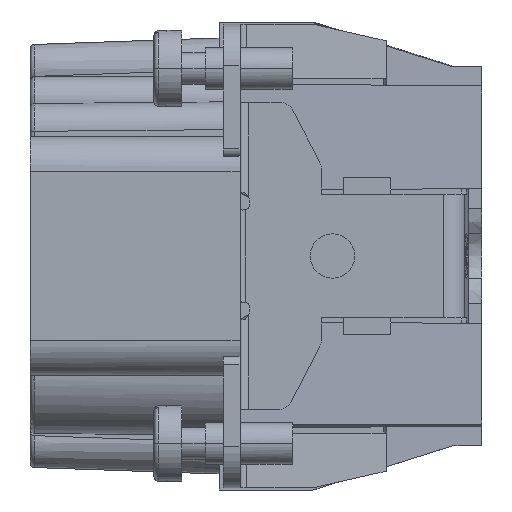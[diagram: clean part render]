
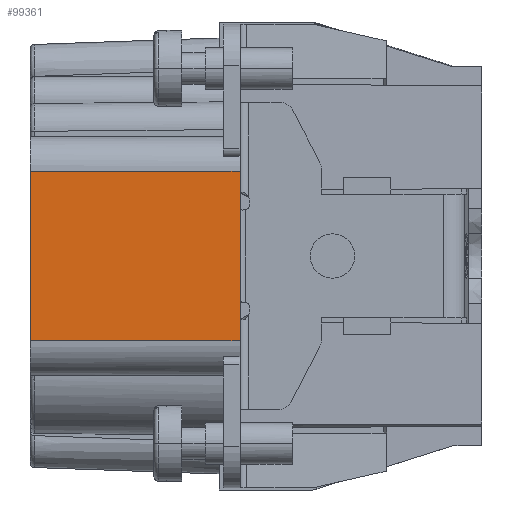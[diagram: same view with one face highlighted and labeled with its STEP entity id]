
A CAD part, left-side view. The second image highlights one B-rep face of the part: STEP entity #99361.
In plain terms, the highlighted planar face has unit normal (-1, 0, 0).
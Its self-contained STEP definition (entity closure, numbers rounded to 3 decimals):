
#5499=DIRECTION('',(0.,0.,-1.));
#5500=VECTOR('',#5499,12.2);
#5501=CARTESIAN_POINT('',(-41.998,-1.,6.1));
#5502=LINE('',#5501,#5500);
#8299=DIRECTION('',(0.,0.,-1.));
#8300=VECTOR('',#8299,12.2);
#8301=CARTESIAN_POINT('',(-41.998,14.1,6.1));
#8302=LINE('',#8301,#8300);
#8636=DIRECTION('',(0.,-1.,0.));
#8637=VECTOR('',#8636,15.1);
#8638=CARTESIAN_POINT('',(-41.998,14.1,-6.1));
#8639=LINE('',#8638,#8637);
#30348=DIRECTION('',(0.,-1.,0.));
#30349=VECTOR('',#30348,15.1);
#30350=CARTESIAN_POINT('',(-41.998,14.1,6.1));
#30351=LINE('',#30350,#30349);
#68207=CARTESIAN_POINT('',(-41.998,14.1,6.1));
#68208=CARTESIAN_POINT('',(-41.998,14.1,-6.1));
#68209=VERTEX_POINT('',#68207);
#68210=VERTEX_POINT('',#68208);
#68219=CARTESIAN_POINT('',(-41.998,-1.,6.1));
#68220=CARTESIAN_POINT('',(-41.998,-1.,-6.1));
#68221=VERTEX_POINT('',#68219);
#68222=VERTEX_POINT('',#68220);
#99350=CARTESIAN_POINT('',(-41.998,14.1,6.1));
#99351=DIRECTION('',(1.,0.,0.));
#99352=DIRECTION('',(0.,0.,-1.));
#99353=AXIS2_PLACEMENT_3D('',#99350,#99351,#99352);
#99354=PLANE('',#99353);
#99355=ORIENTED_EDGE('',*,*,#75410,.F.);
#99356=ORIENTED_EDGE('',*,*,#99342,.T.);
#99357=ORIENTED_EDGE('',*,*,#72244,.T.);
#99358=ORIENTED_EDGE('',*,*,#75669,.F.);
#99359=EDGE_LOOP('',(#99355,#99356,#99357,#99358));
#99360=FACE_OUTER_BOUND('',#99359,.F.);
#99361=ADVANCED_FACE('',(#99360),#99354,.F.);
#72244=EDGE_CURVE('',#68221,#68222,#5502,.T.);
#75410=EDGE_CURVE('',#68209,#68210,#8302,.T.);
#75669=EDGE_CURVE('',#68210,#68222,#8639,.T.);
#99342=EDGE_CURVE('',#68209,#68221,#30351,.T.);
